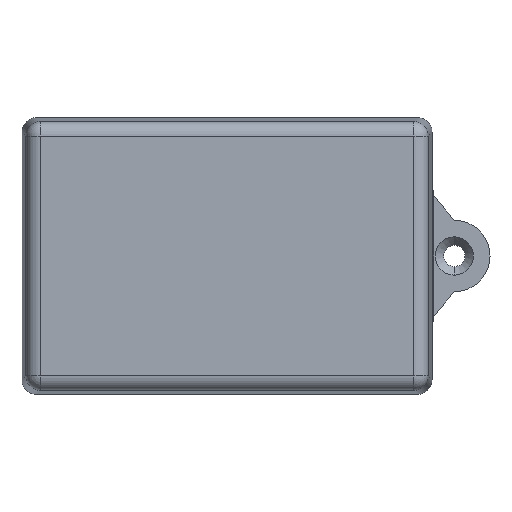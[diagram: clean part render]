
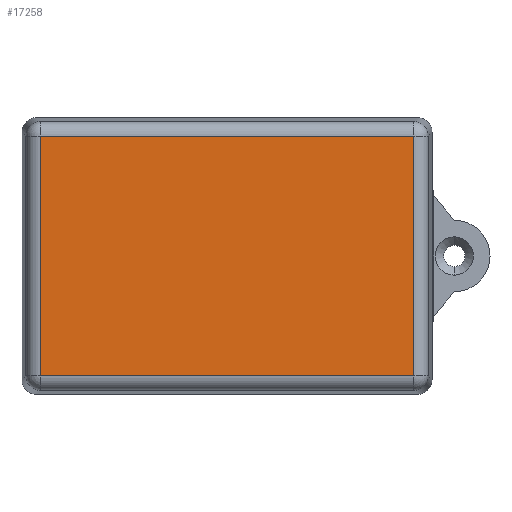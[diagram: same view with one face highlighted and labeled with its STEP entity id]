
A CAD part, front view. The second image highlights one B-rep face of the part: STEP entity #17258.
In plain terms, the highlighted planar face has unit normal (0, -1, 0).
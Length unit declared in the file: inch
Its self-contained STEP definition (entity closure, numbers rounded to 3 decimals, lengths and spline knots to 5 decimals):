
#1905 = EDGE_LOOP ( 'NONE', ( #14743, #14746, #14748, #14750 ) ) ;
#2708 = VERTEX_POINT ( 'NONE', #4258 ) ;
#2724 = VERTEX_POINT ( 'NONE', #4235 ) ;
#2731 = VERTEX_POINT ( 'NONE', #4224 ) ;
#2738 = VERTEX_POINT ( 'NONE', #4212 ) ;
#4212 = CARTESIAN_POINT ( 'NONE',  ( -1.40594, -0.904, 0.90344 ) ) ;
#4224 = CARTESIAN_POINT ( 'NONE',  ( 1.40594, -0.904, -0.90344 ) ) ;
#4235 = CARTESIAN_POINT ( 'NONE',  ( 1.40594, -0.904, 0.90344 ) ) ;
#4258 = CARTESIAN_POINT ( 'NONE',  ( -1.40594, -0.904, -0.90344 ) ) ;
#4960 = CARTESIAN_POINT ( 'NONE',  ( 1.40594, -0.904, 1.0425 ) ) ;
#4962 = DIRECTION ( 'NONE',  ( 0., 0., 1. ) ) ;
#4990 = CARTESIAN_POINT ( 'NONE',  ( 1.545, -0.904, -0.90344 ) ) ;
#4991 = DIRECTION ( 'NONE',  ( 1., 0., 0. ) ) ;
#4994 = CARTESIAN_POINT ( 'NONE',  ( 1.545, -0.904, 0.90344 ) ) ;
#4995 = DIRECTION ( 'NONE',  ( -1., 0., 0. ) ) ;
#4997 = CARTESIAN_POINT ( 'NONE',  ( -1.40594, -0.904, 1.0425 ) ) ;
#4998 = DIRECTION ( 'NONE',  ( 0., 0., -1. ) ) ;
#8995 = AXIS2_PLACEMENT_3D ( 'NONE', #12131, #12134, #12135 ) ;
#9371 = FACE_OUTER_BOUND ( 'NONE', #1905, .T. ) ;
#10031 = EDGE_CURVE ( 'NONE', #2731, #2724, #12679, .T. ) ;
#10035 = EDGE_CURVE ( 'NONE', #2708, #2731, #12672, .T. ) ;
#10037 = EDGE_CURVE ( 'NONE', #2724, #2738, #12668, .T. ) ;
#10038 = EDGE_CURVE ( 'NONE', #2738, #2708, #12666, .T. ) ;
#12131 = CARTESIAN_POINT ( 'NONE',  ( 1.545, -0.904, 1.0425 ) ) ;
#12132 = PLANE ( 'NONE',  #8995 ) ;
#12134 = DIRECTION ( 'NONE',  ( 0., -1., 0. ) ) ;
#12135 = DIRECTION ( 'NONE',  ( 0., 0., -1. ) ) ;
#12665 = VECTOR ( 'NONE', #4998, 39.37008 ) ;
#12666 = LINE ( 'NONE', #4997, #12665 ) ;
#12667 = VECTOR ( 'NONE', #4995, 39.37008 ) ;
#12668 = LINE ( 'NONE', #4994, #12667 ) ;
#12672 = LINE ( 'NONE', #4990, #12673 ) ;
#12673 = VECTOR ( 'NONE', #4991, 39.37008 ) ;
#12679 = LINE ( 'NONE', #4960, #12695 ) ;
#12695 = VECTOR ( 'NONE', #4962, 39.37008 ) ;
#14743 = ORIENTED_EDGE ( 'NONE', *, *, #10035, .T. ) ;
#14746 = ORIENTED_EDGE ( 'NONE', *, *, #10031, .T. ) ;
#14748 = ORIENTED_EDGE ( 'NONE', *, *, #10037, .T. ) ;
#14750 = ORIENTED_EDGE ( 'NONE', *, *, #10038, .T. ) ;
#17258 = ADVANCED_FACE ( 'NONE', ( #9371 ), #12132, .T. ) ;
